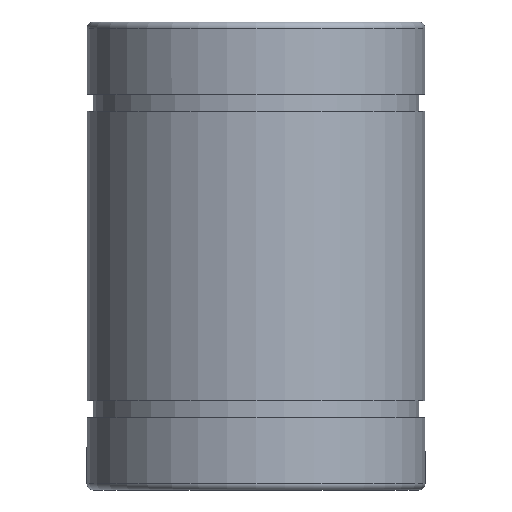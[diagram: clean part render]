
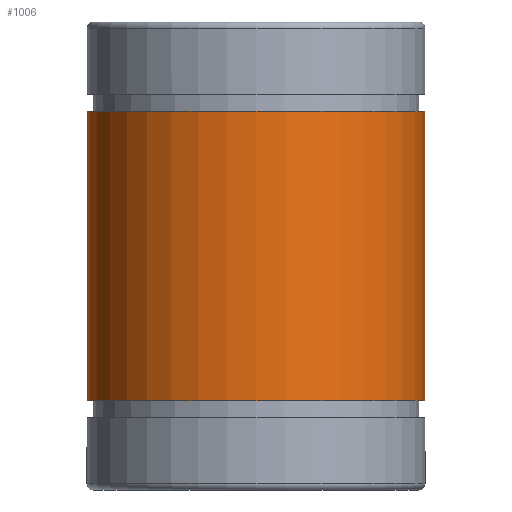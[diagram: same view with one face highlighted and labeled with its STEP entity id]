
A CAD part, front view. The second image highlights one B-rep face of the part: STEP entity #1006.
In plain terms, the highlighted cylindrical face has radius 13 mm (diameter 26 mm), a partial arc.
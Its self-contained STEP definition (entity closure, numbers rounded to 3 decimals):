
#11 = ORIENTED_EDGE ( 'NONE', *, *, #865, .F. ) ;
#13 = ORIENTED_EDGE ( 'NONE', *, *, #816, .T. ) ;
#14 = LINE ( 'NONE', #442, #68 ) ;
#67 = ORIENTED_EDGE ( 'NONE', *, *, #868, .F. ) ;
#68 = VECTOR ( 'NONE', #443, 1000. ) ;
#78 = EDGE_LOOP ( 'NONE', ( #11, #105, #13, #67 ) ) ;
#105 = ORIENTED_EDGE ( 'NONE', *, *, #873, .T. ) ;
#209 = LINE ( 'NONE', #569, #210 ) ;
#210 = VECTOR ( 'NONE', #570, 1000. ) ;
#214 = CIRCLE ( 'NONE', #910, 13. ) ;
#223 = CIRCLE ( 'NONE', #914, 13. ) ;
#254 = FACE_OUTER_BOUND ( 'NONE', #78, .T. ) ;
#255 = CYLINDRICAL_SURFACE ( 'NONE', #942, 13. ) ;
#398 = VERTEX_POINT ( 'NONE', #437 ) ;
#399 = VERTEX_POINT ( 'NONE', #438 ) ;
#400 = VERTEX_POINT ( 'NONE', #439 ) ;
#401 = VERTEX_POINT ( 'NONE', #440 ) ;
#437 = CARTESIAN_POINT ( 'NONE',  ( 13., 0., -11.15 ) ) ;
#438 = CARTESIAN_POINT ( 'NONE',  ( -13., 0., -11.15 ) ) ;
#439 = CARTESIAN_POINT ( 'NONE',  ( -13., 0., 11.15 ) ) ;
#440 = CARTESIAN_POINT ( 'NONE',  ( 13., 0., 11.15 ) ) ;
#442 = CARTESIAN_POINT ( 'NONE',  ( 13., 0., 18. ) ) ;
#443 = DIRECTION ( 'NONE',  ( 0., 0., 1. ) ) ;
#569 = CARTESIAN_POINT ( 'NONE',  ( -13., 0., 18. ) ) ;
#570 = DIRECTION ( 'NONE',  ( 0., 0., 1. ) ) ;
#572 = CARTESIAN_POINT ( 'NONE',  ( 0., 0., 11.15 ) ) ;
#578 = DIRECTION ( 'NONE',  ( 0., 0., 1. ) ) ;
#579 = DIRECTION ( 'NONE',  ( 1., 0., 0. ) ) ;
#586 = CARTESIAN_POINT ( 'NONE',  ( 0., 0., -11.15 ) ) ;
#593 = DIRECTION ( 'NONE',  ( 0., 0., 1. ) ) ;
#594 = DIRECTION ( 'NONE',  ( 1., 0., 0. ) ) ;
#657 = DIRECTION ( 'NONE',  ( 1., 0., 0. ) ) ;
#658 = DIRECTION ( 'NONE',  ( 0., 0., 1. ) ) ;
#659 = CARTESIAN_POINT ( 'NONE',  ( 0., 0., 18. ) ) ;
#816 = EDGE_CURVE ( 'NONE', #398, #401, #14, .T. ) ;
#865 = EDGE_CURVE ( 'NONE', #399, #400, #209, .T. ) ;
#868 = EDGE_CURVE ( 'NONE', #400, #401, #214, .T. ) ;
#873 = EDGE_CURVE ( 'NONE', #399, #398, #223, .T. ) ;
#910 = AXIS2_PLACEMENT_3D ( 'NONE', #572, #578, #579 ) ;
#914 = AXIS2_PLACEMENT_3D ( 'NONE', #586, #593, #594 ) ;
#942 = AXIS2_PLACEMENT_3D ( 'NONE', #659, #658, #657 ) ;
#1006 = ADVANCED_FACE ( 'NONE', ( #254 ), #255, .T. ) ;
